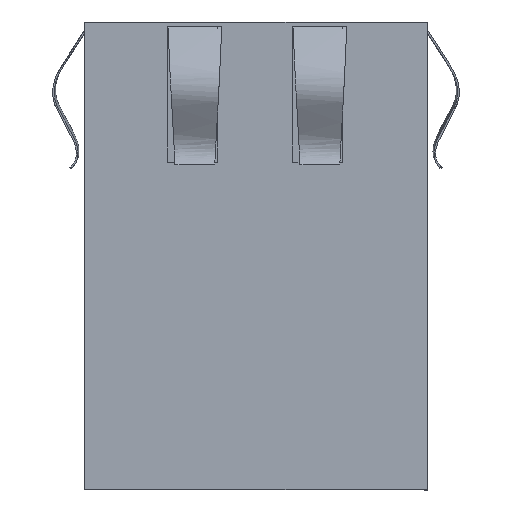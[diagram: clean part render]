
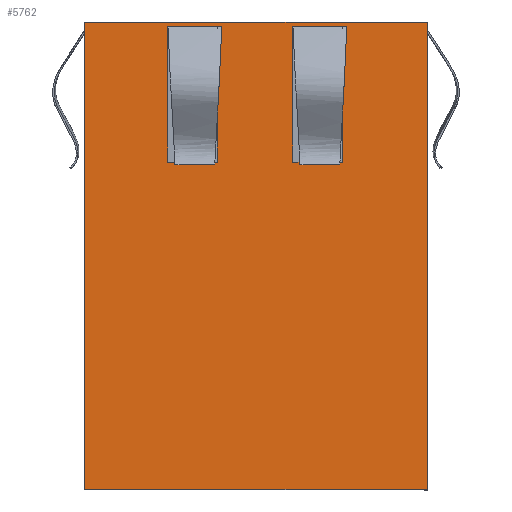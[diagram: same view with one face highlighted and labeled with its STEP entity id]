
A CAD part, top view. The second image highlights one B-rep face of the part: STEP entity #5762.
In plain terms, the highlighted planar face has unit normal (0, 0, 1).
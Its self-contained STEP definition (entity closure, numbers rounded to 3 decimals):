
#118=FACE_BOUND($,#1184,.T.);
#119=FACE_BOUND($,#1185,.T.);
#502=PLANE($,#6236);
#837=FACE_OUTER_BOUND($,#1183,.T.);
#1183=EDGE_LOOP($,(#5381,#5382,#5383,#5384));
#1184=EDGE_LOOP($,(#5385,#5386,#5387,#5388));
#1185=EDGE_LOOP($,(#5389,#5390,#5391,#5392));
#1663=LINE($,#11429,#2260);
#1667=LINE($,#11438,#2264);
#1698=LINE($,#11504,#2295);
#1732=LINE($,#11574,#2329);
#1735=LINE($,#11578,#2332);
#1736=LINE($,#11581,#2333);
#1738=LINE($,#11584,#2335);
#1739=LINE($,#11586,#2336);
#1770=LINE($,#11647,#2367);
#1775=LINE($,#11656,#2372);
#1782=LINE($,#11668,#2379);
#1783=LINE($,#11670,#2380);
#2260=VECTOR($,#7438,2.3);
#2264=VECTOR($,#7444,2.3);
#2295=VECTOR($,#7497,6.299);
#2329=VECTOR($,#7555,2.3);
#2332=VECTOR($,#7560,6.3);
#2333=VECTOR($,#7563,6.299);
#2335=VECTOR($,#7567,2.3);
#2336=VECTOR($,#7570,6.3);
#2367=VECTOR($,#7627,15.88);
#2372=VECTOR($,#7636,21.69);
#2379=VECTOR($,#7651,21.69);
#2380=VECTOR($,#7654,15.88);
#2919=VERTEX_POINT($,#11426);
#2920=VERTEX_POINT($,#11428);
#2923=VERTEX_POINT($,#11435);
#2924=VERTEX_POINT($,#11437);
#2948=VERTEX_POINT($,#11503);
#2971=VERTEX_POINT($,#11572);
#2972=VERTEX_POINT($,#11573);
#2973=VERTEX_POINT($,#11580);
#2988=VERTEX_POINT($,#11641);
#2990=VERTEX_POINT($,#11645);
#2992=VERTEX_POINT($,#11654);
#2993=VERTEX_POINT($,#11666);
#3676=EDGE_CURVE($,#2919,#2920,#1663,.F.);
#3680=EDGE_CURVE($,#2923,#2924,#1667,.F.);
#3713=EDGE_CURVE($,#2948,#2924,#1698,.T.);
#3747=EDGE_CURVE($,#2971,#2972,#1732,.T.);
#3750=EDGE_CURVE($,#2972,#2920,#1735,.T.);
#3751=EDGE_CURVE($,#2923,#2973,#1736,.T.);
#3753=EDGE_CURVE($,#2973,#2948,#1738,.T.);
#3754=EDGE_CURVE($,#2919,#2971,#1739,.T.);
#3785=EDGE_CURVE($,#2988,#2990,#1770,.T.);
#3790=EDGE_CURVE($,#2990,#2992,#1775,.T.);
#3797=EDGE_CURVE($,#2993,#2988,#1782,.T.);
#3798=EDGE_CURVE($,#2992,#2993,#1783,.T.);
#5381=ORIENTED_EDGE($,*,*,#3785,.T.);
#5382=ORIENTED_EDGE($,*,*,#3790,.T.);
#5383=ORIENTED_EDGE($,*,*,#3798,.T.);
#5384=ORIENTED_EDGE($,*,*,#3797,.T.);
#5385=ORIENTED_EDGE($,*,*,#3754,.T.);
#5386=ORIENTED_EDGE($,*,*,#3747,.T.);
#5387=ORIENTED_EDGE($,*,*,#3750,.T.);
#5388=ORIENTED_EDGE($,*,*,#3676,.F.);
#5389=ORIENTED_EDGE($,*,*,#3751,.T.);
#5390=ORIENTED_EDGE($,*,*,#3753,.T.);
#5391=ORIENTED_EDGE($,*,*,#3713,.T.);
#5392=ORIENTED_EDGE($,*,*,#3680,.F.);
#5762=ADVANCED_FACE($,(#837,#118,#119),#502,.T.);
#6236=AXIS2_PLACEMENT_3D($,#11671,#7655,#7656);
#7438=DIRECTION($,(1.,0.,0.));
#7444=DIRECTION($,(1.,0.,0.));
#7497=DIRECTION($,(0.,1.,0.));
#7555=DIRECTION($,(-1.,0.,0.));
#7560=DIRECTION($,(0.,1.,0.));
#7563=DIRECTION($,(0.,-1.,0.));
#7567=DIRECTION($,(-1.,0.,0.));
#7570=DIRECTION($,(0.,-1.,0.));
#7627=DIRECTION($,(-1.,0.,0.));
#7636=DIRECTION($,(0.,-1.,0.));
#7651=DIRECTION($,(0.,1.,0.));
#7654=DIRECTION($,(1.,0.,0.));
#7655=DIRECTION('center_axis',(0.,0.,1.));
#7656=DIRECTION('ref_axis',(1.,0.,0.));
#11426=CARTESIAN_POINT('',(4.015,18.32,13.64));
#11428=CARTESIAN_POINT('',(1.715,18.32,13.64));
#11429=CARTESIAN_POINT($,(6.835,18.32,13.64));
#11435=CARTESIAN_POINT('',(-1.785,18.32,13.64));
#11437=CARTESIAN_POINT('',(-4.085,18.32,13.64));
#11438=CARTESIAN_POINT($,(6.835,18.32,13.64));
#11503=CARTESIAN_POINT('',(-4.085,12.021,13.64));
#11504=CARTESIAN_POINT($,(-4.085,12.021,13.64));
#11572=CARTESIAN_POINT('',(4.015,12.02,13.64));
#11573=CARTESIAN_POINT('',(1.715,12.02,13.64));
#11574=CARTESIAN_POINT($,(2.29,12.02,13.64));
#11578=CARTESIAN_POINT($,(1.715,16.62,13.64));
#11580=CARTESIAN_POINT('',(-1.785,12.021,13.64));
#11581=CARTESIAN_POINT($,(-1.785,18.32,13.64));
#11584=CARTESIAN_POINT($,(-1.785,12.021,13.64));
#11586=CARTESIAN_POINT($,(4.015,13.47,13.64));
#11641=CARTESIAN_POINT('',(7.94,18.52,13.64));
#11645=CARTESIAN_POINT('',(-7.94,18.52,13.64));
#11647=CARTESIAN_POINT($,(7.59,18.52,13.64));
#11654=CARTESIAN_POINT('',(-7.94,-3.17,13.64));
#11656=CARTESIAN_POINT($,(-7.94,-2.82,13.64));
#11666=CARTESIAN_POINT('',(7.94,-3.17,13.64));
#11668=CARTESIAN_POINT($,(7.94,-3.17,13.64));
#11670=CARTESIAN_POINT($,(-7.94,-3.17,13.64));
#11671=CARTESIAN_POINT('Origin',(0.,-2.995,
13.64));
